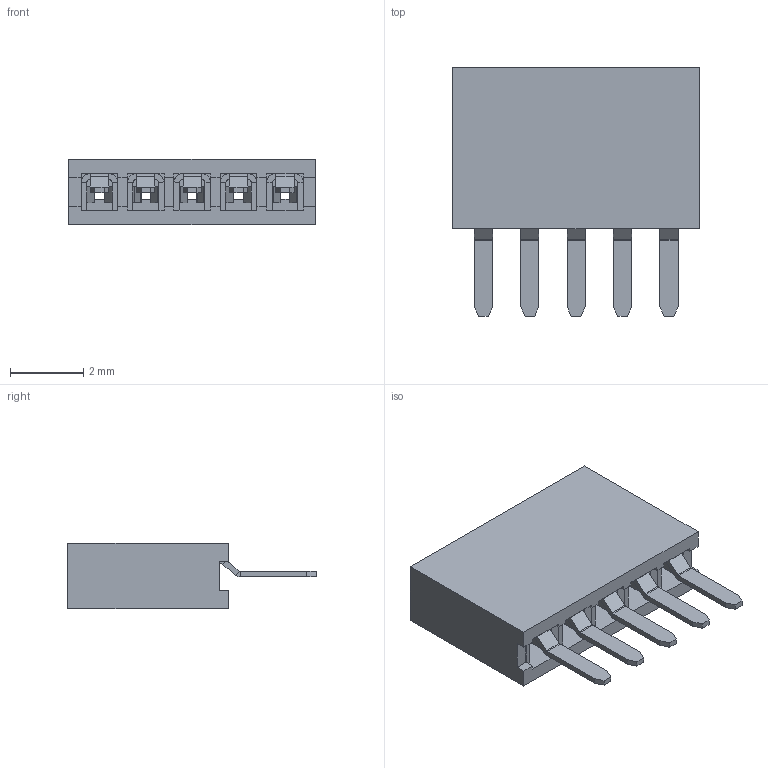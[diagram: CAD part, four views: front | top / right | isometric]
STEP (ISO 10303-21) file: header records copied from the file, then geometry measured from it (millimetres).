
FILE_DESCRIPTION((''),'2;1');
FILE_NAME('M50-3030542_ASM','2016-08-11T',('mperren'),(''),'CREO PARAMETRIC BY PTC INC, 2016050','CREO PARAMETRIC BY PTC INC, 2016050','');
FILE_SCHEMA(('CONFIG_CONTROL_DESIGN'));
Length unit declared in the file: millimetre
Products named in the file (3): M50-30305_MOULD; M50-303_CONTACT; M50-3030542_ASM
Assembly tree (6 placements, depth 2):
  M50-3030542_ASM
    M50-30305_MOULD
    M50-303_CONTACT  x5
Bounding box: 6.75 x 6.8 x 1.8 mm (x, y, z)
Volume: 38.5 mm3; surface area: 277.4 mm2
Topology: 6 solids, 6 shells, 640 faces, 1484 edges, 856 vertices
Faces by surface type: plane 470, cylinder 170
Entity records: 7392 total; most frequent: CARTESIAN_POINT 1029, ORIENTED_EDGE 984, DIRECTION 970, EDGE_CURVE 492, VECTOR 420, LINE 420, PRESENTATION_STYLE_ASSIGNMENT 354, STYLED_ITEM 354
